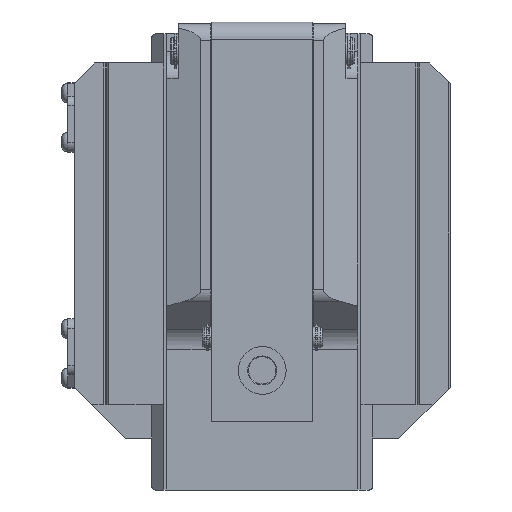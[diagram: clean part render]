
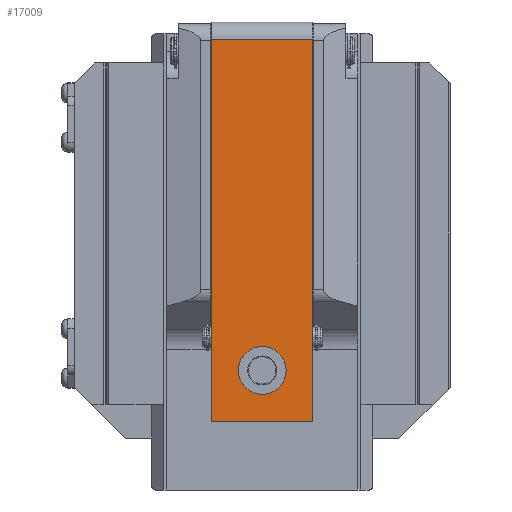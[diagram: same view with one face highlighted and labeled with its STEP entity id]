
A CAD part, left-side view. The second image highlights one B-rep face of the part: STEP entity #17009.
In plain terms, the highlighted planar face has unit normal (-1, 0, 0).
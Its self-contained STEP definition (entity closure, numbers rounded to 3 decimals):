
#1258=DIRECTION('',(0.,0.,1.));
#1259=VECTOR('',#1258,112.);
#1260=CARTESIAN_POINT('',(-102.,-14.85,-45.));
#1261=LINE('',#1260,#1259);
#4078=DIRECTION('',(0.,0.,1.));
#4079=VECTOR('',#4078,112.);
#4080=CARTESIAN_POINT('',(-102.,14.85,-45.));
#4081=LINE('',#4080,#4079);
#4242=DIRECTION('',(0.,-1.,0.));
#4243=VECTOR('',#4242,29.7);
#4244=CARTESIAN_POINT('',(-102.,14.85,67.));
#4245=LINE('',#4244,#4243);
#4246=DIRECTION('',(0.,1.,0.));
#4247=VECTOR('',#4246,29.7);
#4248=CARTESIAN_POINT('',(-102.,-14.85,-45.));
#4249=LINE('',#4248,#4247);
#4250=CARTESIAN_POINT('',(-102.,0.,-30.));
#4251=DIRECTION('',(-1.,0.,0.));
#4252=DIRECTION('',(0.,0.,1.));
#4253=AXIS2_PLACEMENT_3D('',#4250,#4251,#4252);
#4255=CARTESIAN_POINT('',(-102.,0.,-30.));
#4256=DIRECTION('',(-1.,0.,0.));
#4257=DIRECTION('',(0.,0.,-1.));
#4258=AXIS2_PLACEMENT_3D('',#4255,#4256,#4257);
#11136=CARTESIAN_POINT('',(-102.,-14.85,-45.));
#11137=VERTEX_POINT('',#11136);
#11142=CARTESIAN_POINT('',(-102.,14.85,-45.));
#11143=VERTEX_POINT('',#11142);
#11145=CARTESIAN_POINT('',(-102.,-14.85,67.));
#11147=VERTEX_POINT('',#11145);
#11148=CARTESIAN_POINT('',(-102.,14.85,67.));
#11149=VERTEX_POINT('',#11148);
#11334=CARTESIAN_POINT('',(-102.,0.,-23.));
#11335=CARTESIAN_POINT('',(-102.,0.,-37.));
#11336=VERTEX_POINT('',#11334);
#11337=VERTEX_POINT('',#11335);
#16991=CARTESIAN_POINT('',(-102.,-14.85,-45.));
#16992=DIRECTION('',(-1.,0.,0.));
#16993=DIRECTION('',(0.,0.,1.));
#16994=AXIS2_PLACEMENT_3D('',#16991,#16992,#16993);
#16995=PLANE('',#16994);
#16996=ORIENTED_EDGE('',*,*,#16984,.T.);
#16997=ORIENTED_EDGE('',*,*,#13730,.F.);
#16999=ORIENTED_EDGE('',*,*,#16998,.T.);
#17000=ORIENTED_EDGE('',*,*,#16782,.T.);
#17001=EDGE_LOOP('',(#16996,#16997,#16999,#17000));
#17002=FACE_OUTER_BOUND('',#17001,.F.);
#17004=ORIENTED_EDGE('',*,*,#17003,.T.);
#17006=ORIENTED_EDGE('',*,*,#17005,.T.);
#17007=EDGE_LOOP('',(#17004,#17006));
#17008=FACE_BOUND('',#17007,.F.);
#17009=ADVANCED_FACE('',(#17002,#17008),#16995,.T.);
#4254=CIRCLE('',#4253,7.);
#4259=CIRCLE('',#4258,7.);
#13730=EDGE_CURVE('',#11137,#11147,#1261,.T.);
#16782=EDGE_CURVE('',#11143,#11149,#4081,.T.);
#16984=EDGE_CURVE('',#11149,#11147,#4245,.T.);
#16998=EDGE_CURVE('',#11137,#11143,#4249,.T.);
#17003=EDGE_CURVE('',#11336,#11337,#4254,.T.);
#17005=EDGE_CURVE('',#11337,#11336,#4259,.T.);
